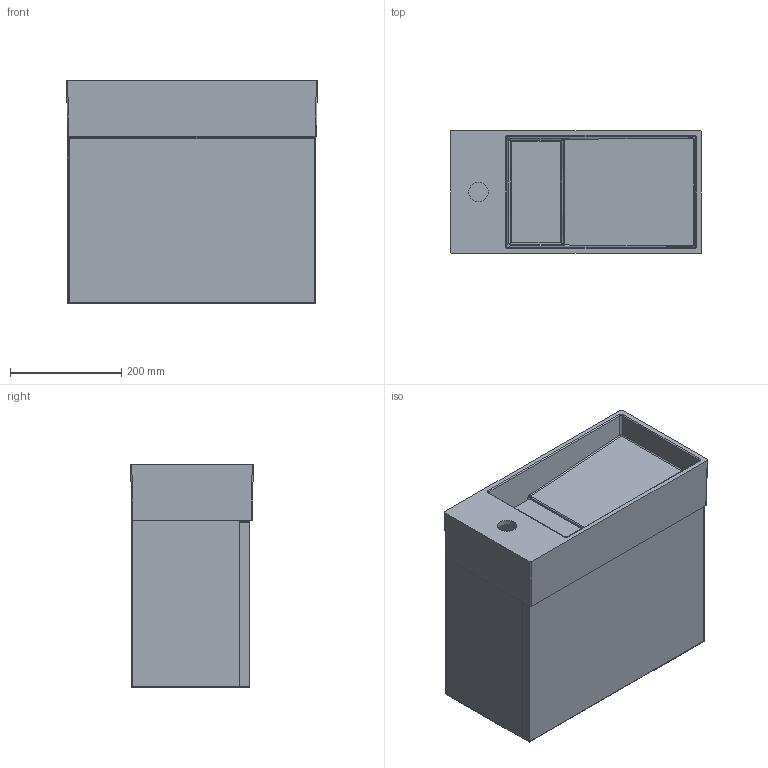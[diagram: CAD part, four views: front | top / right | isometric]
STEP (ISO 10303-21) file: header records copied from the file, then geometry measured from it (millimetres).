
FILE_DESCRIPTION(/* description */ (''),/* implementation_level */ '2;1');
FILE_NAME(/* name */ 'Toni 450+ тумба.stp',/* time_stamp */ '2025-07-31T12:59:58+03:00',/* author */ ('ya'),/* organization */ (''),/* preprocessor_version */ 'ST-DEVELOPER v18.1',/* originating_system */ 'Autodesk Inventor 2022',/* authorisation */ '');
FILE_SCHEMA (('AUTOMOTIVE_DESIGN { 1 0 10303 214 3 1 1 }'));
Length unit declared in the file: millimetre
Products named in the file (3): Сборка8; Toni 450; toni 450т
Assembly tree (2 placements, depth 2):
  Сборка8
    Toni 450
    toni 450т
Bounding box: 450 x 220 x 400 mm (x, y, z)
Volume: 9003298.5 mm3; surface area: 1512969.1 mm2
Topology: 15 solids, 15 shells, 227 faces, 524 edges, 323 vertices
Faces by surface type: plane 132, bspline 42, cylinder 40, cone 6, sphere 4, torus 3
Full cylindrical faces by diameter (mm): 35 x1, 45 x1
Entity records: 20456 total; most frequent: CARTESIAN_POINT 15515, ORIENTED_EDGE 1044, DIRECTION 898, EDGE_CURVE 522, LINE 340, VECTOR 340, VERTEX_POINT 323, AXIS2_PLACEMENT_3D 279
